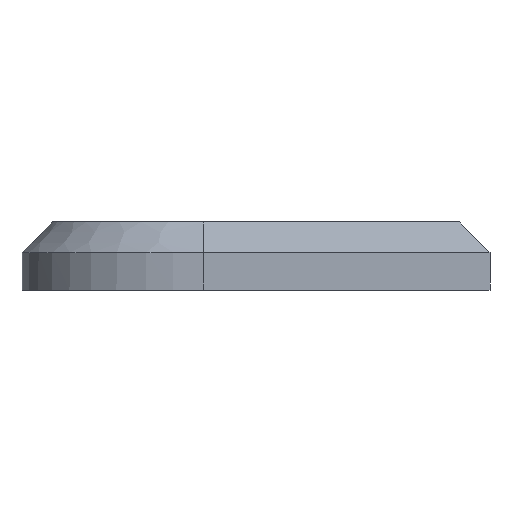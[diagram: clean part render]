
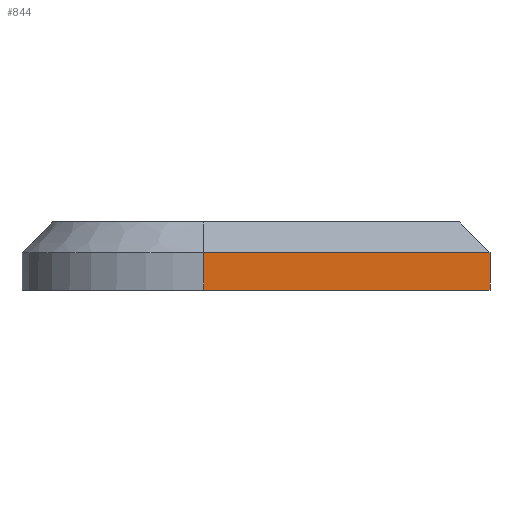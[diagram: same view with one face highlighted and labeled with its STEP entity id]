
A CAD part, front view. The second image highlights one B-rep face of the part: STEP entity #844.
In plain terms, the highlighted planar face has unit normal (0, -1, 0).
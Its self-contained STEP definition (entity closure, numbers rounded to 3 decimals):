
#63=PLANE('',#908);
#71=LINE('',#1322,#151);
#121=LINE('',#1488,#201);
#137=LINE('',#1663,#217);
#139=LINE('',#1666,#219);
#151=VECTOR('',#919,10.);
#201=VECTOR('',#1037,10.);
#217=VECTOR('',#1065,10.);
#219=VECTOR('',#1069,10.);
#264=FACE_OUTER_BOUND('',#308,.T.);
#308=EDGE_LOOP('',(#719,#720,#721,#722));
#359=VERTEX_POINT('',#1223);
#365=VERTEX_POINT('',#1314);
#410=VERTEX_POINT('',#1481);
#423=VERTEX_POINT('',#1662);
#447=EDGE_CURVE('',#365,#359,#71,.T.);
#514=EDGE_CURVE('',#359,#410,#121,.T.);
#537=EDGE_CURVE('',#423,#410,#137,.T.);
#539=EDGE_CURVE('',#365,#423,#139,.T.);
#719=ORIENTED_EDGE('',*,*,#514,.F.);
#720=ORIENTED_EDGE('',*,*,#447,.F.);
#721=ORIENTED_EDGE('',*,*,#539,.T.);
#722=ORIENTED_EDGE('',*,*,#537,.T.);
#844=ADVANCED_FACE('',(#264),#63,.T.);
#908=AXIS2_PLACEMENT_3D('',#1665,#1067,#1068);
#919=DIRECTION('',(0.,0.,1.));
#1037=DIRECTION('',(1.,0.,0.));
#1065=DIRECTION('',(0.,0.,1.));
#1067=DIRECTION('center_axis',(0.,-1.,0.));
#1068=DIRECTION('ref_axis',(1.,0.,0.));
#1069=DIRECTION('',(1.,0.,0.));
#1223=CARTESIAN_POINT('',(42.717,-84.885,1.75));
#1314=CARTESIAN_POINT('',(42.717,-84.885,0.));
#1322=CARTESIAN_POINT('',(42.717,-84.885,0.));
#1481=CARTESIAN_POINT('',(56.172,-84.885,1.75));
#1488=CARTESIAN_POINT('',(43.944,-84.885,1.75));
#1662=CARTESIAN_POINT('',(56.172,-84.885,0.));
#1663=CARTESIAN_POINT('',(56.172,-84.885,0.));
#1665=CARTESIAN_POINT('Origin',(42.717,-84.885,0.));
#1666=CARTESIAN_POINT('',(42.717,-84.885,0.));
